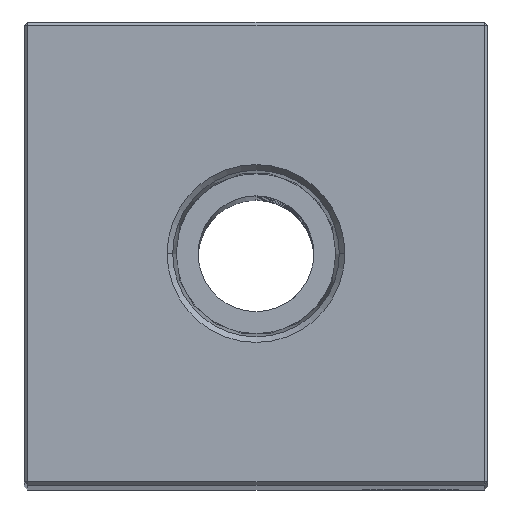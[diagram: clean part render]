
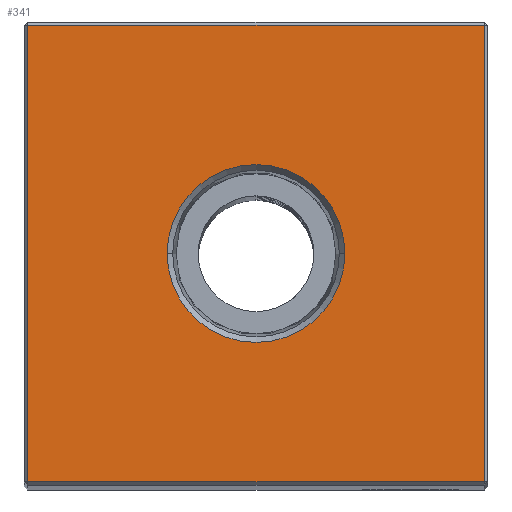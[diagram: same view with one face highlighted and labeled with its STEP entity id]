
A CAD part, top view. The second image highlights one B-rep face of the part: STEP entity #341.
In plain terms, the highlighted planar face has unit normal (0, 0, 1).
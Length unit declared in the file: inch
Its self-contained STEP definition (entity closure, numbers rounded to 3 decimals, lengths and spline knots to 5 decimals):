
#341 = ADVANCED_FACE ( 'NONE', ( #8327, #18017 ), #27723, .F. ) ;
#601 = AXIS2_PLACEMENT_3D ( 'NONE', #30855, #9060, #18765 ) ;
#3232 = DIRECTION ( 'NONE',  ( 0., -1., 0. ) ) ;
#3404 = EDGE_LOOP ( 'NONE', ( #29149, #14670, #12287, #9901 ) ) ;
#3455 = DIRECTION ( 'NONE',  ( 1., 0., 0. ) ) ;
#4879 = CARTESIAN_POINT ( 'NONE',  ( 0.74, 0., 9.25 ) ) ;
#5780 = CARTESIAN_POINT ( 'NONE',  ( 0., 0.74, 9.25 ) ) ;
#6474 = EDGE_CURVE ( 'NONE', #21884, #9807, #23513, .T. ) ;
#8327 = FACE_OUTER_BOUND ( 'NONE', #3404, .T. ) ;
#8774 = CARTESIAN_POINT ( 'NONE',  ( -0.288, 0., 9.25 ) ) ;
#8830 = DIRECTION ( 'NONE',  ( 0., 0., 1. ) ) ;
#9060 = DIRECTION ( 'NONE',  ( 0., 0., -1. ) ) ;
#9336 = CARTESIAN_POINT ( 'NONE',  ( 0., -0.74, 9.25 ) ) ;
#9807 = VERTEX_POINT ( 'NONE', #23900 ) ;
#9815 = AXIS2_PLACEMENT_3D ( 'NONE', #30633, #8830, #18533 ) ;
#9901 = ORIENTED_EDGE ( 'NONE', *, *, #24013, .T. ) ;
#11613 = VERTEX_POINT ( 'NONE', #14495 ) ;
#11867 = CARTESIAN_POINT ( 'NONE',  ( -0.74, 0.74, 9.25 ) ) ;
#11941 = VERTEX_POINT ( 'NONE', #13309 ) ;
#12287 = ORIENTED_EDGE ( 'NONE', *, *, #24743, .T. ) ;
#13309 = CARTESIAN_POINT ( 'NONE',  ( -0.74, -0.74, 9.25 ) ) ;
#13783 = VECTOR ( 'NONE', #14543, 39.37008 ) ;
#14239 = AXIS2_PLACEMENT_3D ( 'NONE', #15503, #25196, #3455 ) ;
#14495 = CARTESIAN_POINT ( 'NONE',  ( 0.74, -0.74, 9.25 ) ) ;
#14543 = DIRECTION ( 'NONE',  ( 0., 1., 0. ) ) ;
#14670 = ORIENTED_EDGE ( 'NONE', *, *, #25274, .T. ) ;
#15283 = LINE ( 'NONE', #24977, #23738 ) ;
#15470 = DIRECTION ( 'NONE',  ( -1., 0., 0. ) ) ;
#15503 = CARTESIAN_POINT ( 'NONE',  ( 0., 0., 9.25 ) ) ;
#18017 = FACE_BOUND ( 'NONE', #27207, .T. ) ;
#18200 = CARTESIAN_POINT ( 'NONE',  ( 0.74, 0.74, 9.25 ) ) ;
#18533 = DIRECTION ( 'NONE',  ( 1., 0., 0. ) ) ;
#18765 = DIRECTION ( 'NONE',  ( -1., 0., 0. ) ) ;
#19038 = DIRECTION ( 'NONE',  ( 1., 0., 0. ) ) ;
#21655 = VERTEX_POINT ( 'NONE', #11867 ) ;
#21884 = VERTEX_POINT ( 'NONE', #8774 ) ;
#22746 = VECTOR ( 'NONE', #19038, 39.37008 ) ;
#23513 = CIRCLE ( 'NONE', #9815, 0.288 ) ;
#23603 = EDGE_CURVE ( 'NONE', #9807, #21884, #27954, .T. ) ;
#23710 = VERTEX_POINT ( 'NONE', #18200 ) ;
#23738 = VECTOR ( 'NONE', #3232, 39.37008 ) ;
#23900 = CARTESIAN_POINT ( 'NONE',  ( 0.288, 0., 9.25 ) ) ;
#24013 = EDGE_CURVE ( 'NONE', #23710, #21655, #27559, .T. ) ;
#24743 = EDGE_CURVE ( 'NONE', #11613, #23710, #26621, .T. ) ;
#24940 = ORIENTED_EDGE ( 'NONE', *, *, #6474, .F. ) ;
#24977 = CARTESIAN_POINT ( 'NONE',  ( -0.74, 0., 9.25 ) ) ;
#25196 = DIRECTION ( 'NONE',  ( 0., 0., 1. ) ) ;
#25274 = EDGE_CURVE ( 'NONE', #11941, #11613, #31135, .T. ) ;
#25903 = EDGE_CURVE ( 'NONE', #21655, #11941, #15283, .T. ) ;
#26621 = LINE ( 'NONE', #4879, #13783 ) ;
#27207 = EDGE_LOOP ( 'NONE', ( #27317, #24940 ) ) ;
#27317 = ORIENTED_EDGE ( 'NONE', *, *, #23603, .F. ) ;
#27559 = LINE ( 'NONE', #5780, #31028 ) ;
#27723 = PLANE ( 'NONE',  #601 ) ;
#27954 = CIRCLE ( 'NONE', #14239, 0.288 ) ;
#29149 = ORIENTED_EDGE ( 'NONE', *, *, #25903, .T. ) ;
#30633 = CARTESIAN_POINT ( 'NONE',  ( 0., 0., 9.25 ) ) ;
#30855 = CARTESIAN_POINT ( 'NONE',  ( 0., 0., 9.25 ) ) ;
#31028 = VECTOR ( 'NONE', #15470, 39.37008 ) ;
#31135 = LINE ( 'NONE', #9336, #22746 ) ;
